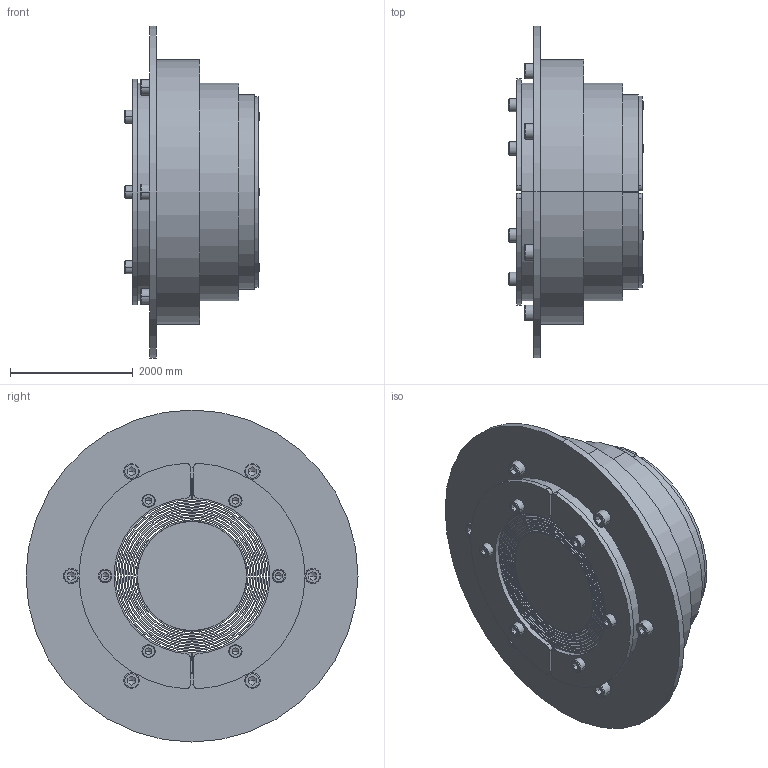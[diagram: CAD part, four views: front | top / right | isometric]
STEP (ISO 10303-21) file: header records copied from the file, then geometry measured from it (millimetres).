
FILE_DESCRIPTION((''),'2;1');
FILE_NAME('RSX 125.stp','2005-04-05T14:27:55',(''),(''),'Mechanical Desktop 2005','Mechanical Desktop 2005',', , ');
FILE_SCHEMA(('CONFIG_CONTROL_DESIGN'));
Length unit declared in the file: inch
Products named in the file (31): DRAWING4; HEXAGON SOCKET HEAD CAP SCREW - ISO 4762 - M6X30; PART3; PART1; PART2; RS125A; ~~~~~~~~CORE; ~~~~~~~~~~~HALF; ~~~~~~~~~~~~FRONT; ~~~~~~~~~RUBBER; ~~~~~~~~~~~~REAR; ~~~~~~~CYLINDER HEAD CAP SCREW - DIN 912 - M5 X 50; RS125; R100; roxtec; A3-LLOGO; RS100; R125; RS75; A4-SLOGO; DIN912_MC6S_M5x80; R75; R70; RS68; RS23; RS25; A4-LLOGO; RS31; DIN912_MC6S_M5x40; RS43; RS50
Assembly tree (50 placements, depth 4):
  DRAWING4
    HEXAGON SOCKET HEAD CAP SCREW - ISO 4762 - M6X30  x6
    PART3
    PART1
    PART2
    RS125A
      ~~~~~~~~CORE
      ~~~~~~~~~~~HALF  x2
        ~~~~~~~~~~~~FRONT
        ~~~~~~~~~RUBBER
        ~~~~~~~~~~~~REAR
        ~~~~~~~CYLINDER HEAD CAP SCREW - DIN 912 - M5 X 50
    RS125
    R100  x2
      roxtec
      A3-LLOGO
    RS100  x2
      A3-LLOGO
    R125
      A3-LLOGO
    RS75
      A4-SLOGO  x3
      DIN912_MC6S_M5x80
    R75
    R70
    RS68
    RS23  x2
    RS25  x3
      A4-LLOGO
    RS31
      DIN912_MC6S_M5x40
    RS43
    RS50
      A4-LLOGO
Bounding box: 2184.4 x 5410.2 x 5410.2 mm (x, y, z)
Volume: 21189196504.1 mm3; surface area: 368645591.9 mm2
Topology: 36 solids, 36 shells, 602 faces, 1494 edges, 1011 vertices
Faces by surface type: cylinder 306, plane 208, cone 60, bspline 28
Entity records: 8092 total; most frequent: CARTESIAN_POINT 1540, DIRECTION 1430, ORIENTED_EDGE 1160, AXIS2_PLACEMENT_3D 593, EDGE_CURVE 580, VERTEX_POINT 386, CIRCLE 316, EDGE_LOOP 286
